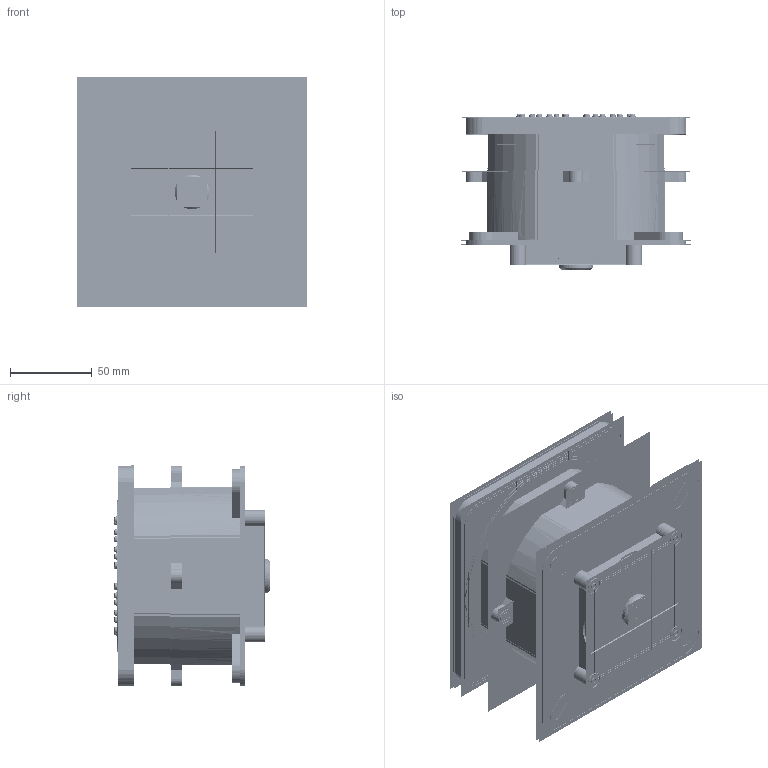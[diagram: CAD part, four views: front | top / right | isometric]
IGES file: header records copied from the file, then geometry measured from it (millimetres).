
Start section:  PTC IGES file: FFASS054-000440BF0.igs
Global section: file name: FFASS054-000440BF0.igs; native system: Creo Parametric by PTC Inc.; preprocessor: 2022162; author: 10114295; organization: Unknown; date: 20230512.163400; units: millimetre
Bounding box: 140.4 x 95.41 x 140.4 mm (x, y, z)
Volume: 579126.2 mm3; surface area: 3443272.5 mm2
Topology: 19 solids, 19 shells, 2442 faces, 17004 edges, 24738 vertices
Faces by surface type: revolution 1576, bspline 866
